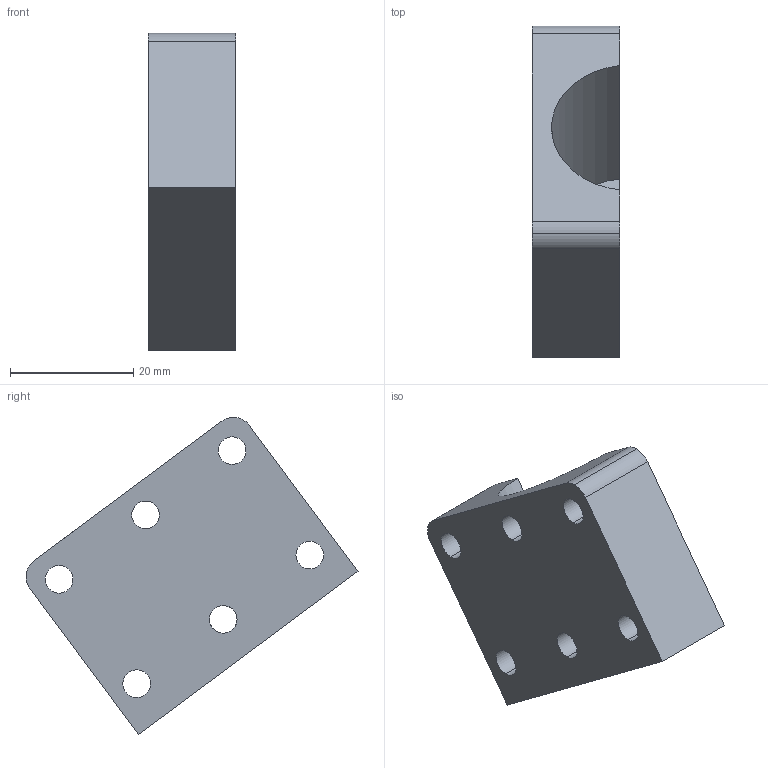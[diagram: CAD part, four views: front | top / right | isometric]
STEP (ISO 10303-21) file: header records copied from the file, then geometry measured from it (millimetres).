
FILE_DESCRIPTION (( 'STEP AP214' ), '1' );
FILE_NAME ('Motor Direct Holder - Copy.STEP', '2025-03-25T21:24:16', ( '' ), ( '' ), 'SwSTEP 2.0', 'SolidWorks 2024', '' );
FILE_SCHEMA (( 'AUTOMOTIVE_DESIGN' ));
Length unit declared in the file: inch
Products named in the file (1): Motor Direct Holder - Copy
Bounding box: 14.29 x 53.97 x 51.58 mm (x, y, z)
Volume: 13192.7 mm3; surface area: 6139.9 mm2
Topology: 1 solids, 1 shells, 23 faces, 63 edges, 42 vertices
Faces by surface type: cylinder 16, plane 7
Entity records: 908 total; most frequent: CARTESIAN_POINT 249, DIRECTION 135, ORIENTED_EDGE 126, EDGE_CURVE 63, AXIS2_PLACEMENT_3D 52, VERTEX_POINT 42, EDGE_LOOP 35, LINE 31
